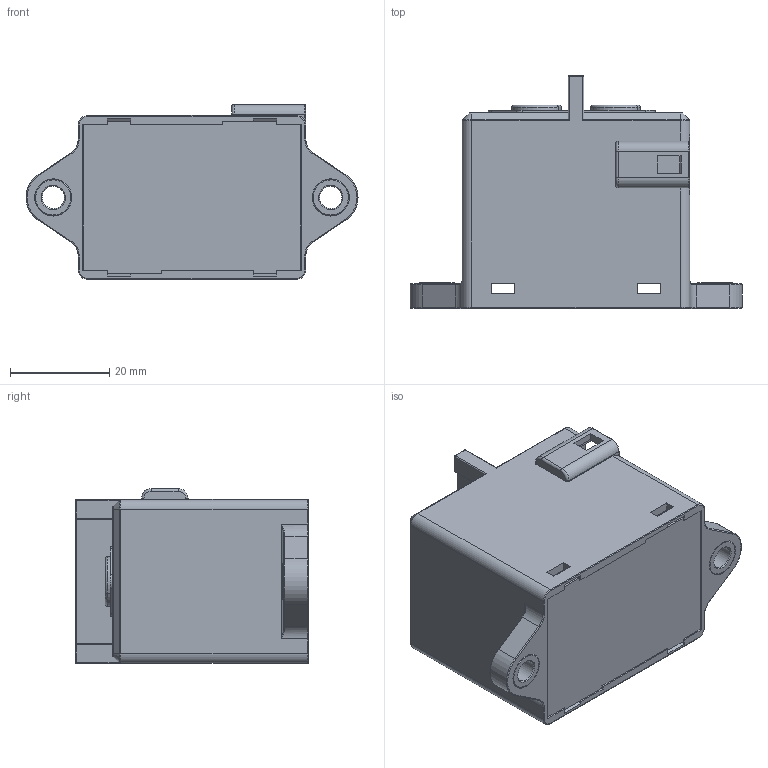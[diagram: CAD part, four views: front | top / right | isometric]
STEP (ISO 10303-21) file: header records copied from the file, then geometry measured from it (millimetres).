
FILE_DESCRIPTION(('CATIA V5 STEP Exchange'),'2;1');
FILE_NAME('GER-40ST.stp','2018-02-26T23:47:04+00:00',('none'),('none'),'CATIA Version 5 Release 20 SP 7 (IN-10)','CATIA V5 STEP AP214','none');
FILE_SCHEMA(('AUTOMOTIVE_DESIGN { 1 0 10303 214 1 1 1 1 }'));
Length unit declared in the file: millimetre
Products named in the file (1): 40A_Group_AllCATPart
Bounding box: 67 x 47 x 35.3 mm (x, y, z)
Volume: 16862.9 mm3; surface area: 20480.7 mm2
Topology: 8 solids, 8 shells, 610 faces, 1534 edges, 938 vertices
Faces by surface type: plane 297, cylinder 167, bspline 76, torus 33, cone 24, sphere 13
Entity records: 18736 total; most frequent: CARTESIAN_POINT 5454, ORIENTED_EDGE 3034, DIRECTION 2094, EDGE_CURVE 1517, VECTOR 954, LINE 954, VERTEX_POINT 938, AXIS2_PLACEMENT_3D 736
